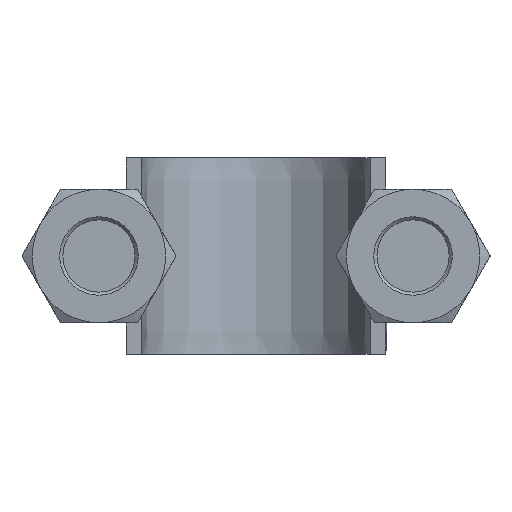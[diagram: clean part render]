
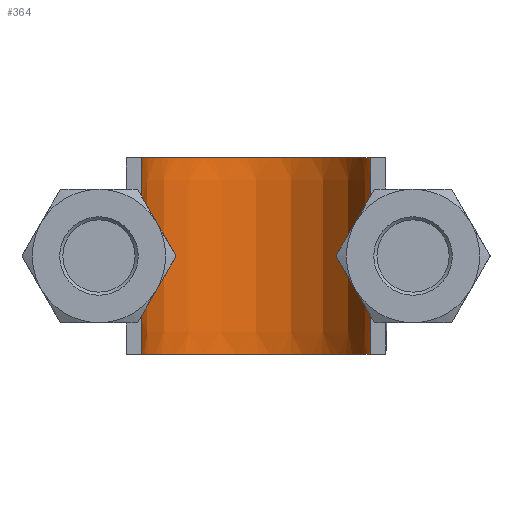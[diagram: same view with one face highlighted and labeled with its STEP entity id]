
A CAD part, front view. The second image highlights one B-rep face of the part: STEP entity #364.
In plain terms, the highlighted face is a extrusion surface.
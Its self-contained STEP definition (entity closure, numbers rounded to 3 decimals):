
#364 = ADVANCED_FACE( '', ( #440 ), #441, .T. );
#440 = FACE_OUTER_BOUND( '', #604, .T. );
#441 = SURFACE_OF_LINEAR_EXTRUSION( '', #605, #606 );
#604 = EDGE_LOOP( '', ( #1587, #1588, #1589, #1590 ) );
#605 = B_SPLINE_CURVE_WITH_KNOTS( '', 3, ( #1591, #1592, #1593, #1594, #1595, #1596, #1597, #1598, #1599, #1600, #1601, #1602, #1603, #1604, #1605, #1606 ), .UNSPECIFIED., .F., .F., ( 4, 3, 1, 1, 1, 1, 1, 1, 3, 4 ), ( 0.146, 1., 1.5, 2., 3., 4., 5., 5.5, 6., 6.854 ), .UNSPECIFIED. );
#606 = VECTOR( '', #1607, 1000. );
#1587 = ORIENTED_EDGE( '', *, *, #2084, .F. );
#1588 = ORIENTED_EDGE( '', *, *, #2088, .T. );
#1589 = ORIENTED_EDGE( '', *, *, #2089, .T. );
#1590 = ORIENTED_EDGE( '', *, *, #2090, .F. );
#1591 = CARTESIAN_POINT( '', ( -14.54, 70.72, -61.208 ) );
#1592 = CARTESIAN_POINT( '', ( -14.54, 75.303, -61.208 ) );
#1593 = CARTESIAN_POINT( '', ( -14.54, 79.887, -61.208 ) );
#1594 = CARTESIAN_POINT( '', ( -14.54, 84.47, -61.208 ) );
#1595 = CARTESIAN_POINT( '', ( -14.54, 85.971, -61.208 ) );
#1596 = CARTESIAN_POINT( '', ( -14.042, 89.041, -61.208 ) );
#1597 = CARTESIAN_POINT( '', ( -11.271, 94.533, -61.208 ) );
#1598 = CARTESIAN_POINT( '', ( -4.798, 99.24, -61.208 ) );
#1599 = CARTESIAN_POINT( '', ( 4.798, 99.24, -61.208 ) );
#1600 = CARTESIAN_POINT( '', ( 11.271, 94.533, -61.208 ) );
#1601 = CARTESIAN_POINT( '', ( 14.042, 89.041, -61.208 ) );
#1602 = CARTESIAN_POINT( '', ( 14.54, 85.971, -61.208 ) );
#1603 = CARTESIAN_POINT( '', ( 14.54, 84.47, -61.208 ) );
#1604 = CARTESIAN_POINT( '', ( 14.54, 79.887, -61.208 ) );
#1605 = CARTESIAN_POINT( '', ( 14.54, 75.303, -61.208 ) );
#1606 = CARTESIAN_POINT( '', ( 14.54, 70.72, -61.208 ) );
#1607 = DIRECTION( '', ( 0., 0., 1. ) );
#2084 = EDGE_CURVE( '', #2224, #2226, #2227, .T. );
#2088 = EDGE_CURVE( '', #2224, #2233, #2234, .T. );
#2089 = EDGE_CURVE( '', #2233, #2235, #2236, .T. );
#2090 = EDGE_CURVE( '', #2226, #2235, #2237, .T. );
#2224 = VERTEX_POINT( '', #2457 );
#2226 = VERTEX_POINT( '', #2460 );
#2227 = LINE( '', #2461, #2462 );
#2233 = VERTEX_POINT( '', #2508 );
#2234 = B_SPLINE_CURVE_WITH_KNOTS( '', 3, ( #2509, #2510, #2511, #2512, #2513, #2514, #2515, #2516, #2517, #2518, #2519, #2520, #2521, #2522, #2523, #2524 ), .UNSPECIFIED., .F., .F., ( 4, 3, 1, 1, 1, 1, 1, 1, 3, 4 ), ( 0.146, 1., 1.5, 2., 3., 4., 5., 5.5, 6., 6.854 ), .UNSPECIFIED. );
#2235 = VERTEX_POINT( '', #2525 );
#2236 = LINE( '', #2526, #2527 );
#2237 = B_SPLINE_CURVE_WITH_KNOTS( '', 3, ( #2528, #2529, #2530, #2531, #2532, #2533, #2534, #2535, #2536, #2537, #2538, #2539, #2540, #2541, #2542, #2543 ), .UNSPECIFIED., .F., .F., ( 4, 3, 1, 1, 1, 1, 1, 1, 3, 4 ), ( 0.146, 1., 1.5, 2., 3., 4., 5., 5.5, 6., 6.854 ), .UNSPECIFIED. );
#2457 = CARTESIAN_POINT( '', ( -14.54, 70.72, -12.5 ) );
#2460 = CARTESIAN_POINT( '', ( -14.54, 70.72, 12.5 ) );
#2461 = CARTESIAN_POINT( '', ( -14.54, 70.72, -61.208 ) );
#2462 = VECTOR( '', #3036, 1000. );
#2508 = CARTESIAN_POINT( '', ( 14.54, 70.72, -12.5 ) );
#2509 = CARTESIAN_POINT( '', ( -14.54, 70.72, -12.5 ) );
#2510 = CARTESIAN_POINT( '', ( -14.54, 75.303, -12.5 ) );
#2511 = CARTESIAN_POINT( '', ( -14.54, 79.887, -12.5 ) );
#2512 = CARTESIAN_POINT( '', ( -14.54, 84.47, -12.5 ) );
#2513 = CARTESIAN_POINT( '', ( -14.54, 85.971, -12.5 ) );
#2514 = CARTESIAN_POINT( '', ( -14.042, 89.041, -12.5 ) );
#2515 = CARTESIAN_POINT( '', ( -11.271, 94.533, -12.5 ) );
#2516 = CARTESIAN_POINT( '', ( -4.798, 99.24, -12.5 ) );
#2517 = CARTESIAN_POINT( '', ( 4.798, 99.24, -12.5 ) );
#2518 = CARTESIAN_POINT( '', ( 11.271, 94.533, -12.5 ) );
#2519 = CARTESIAN_POINT( '', ( 14.042, 89.041, -12.5 ) );
#2520 = CARTESIAN_POINT( '', ( 14.54, 85.971, -12.5 ) );
#2521 = CARTESIAN_POINT( '', ( 14.54, 84.47, -12.5 ) );
#2522 = CARTESIAN_POINT( '', ( 14.54, 79.887, -12.5 ) );
#2523 = CARTESIAN_POINT( '', ( 14.54, 75.303, -12.5 ) );
#2524 = CARTESIAN_POINT( '', ( 14.54, 70.72, -12.5 ) );
#2525 = CARTESIAN_POINT( '', ( 14.54, 70.72, 12.5 ) );
#2526 = CARTESIAN_POINT( '', ( 14.54, 70.72, -61.208 ) );
#2527 = VECTOR( '', #3038, 1000. );
#2528 = CARTESIAN_POINT( '', ( -14.54, 70.72, 12.5 ) );
#2529 = CARTESIAN_POINT( '', ( -14.54, 75.303, 12.5 ) );
#2530 = CARTESIAN_POINT( '', ( -14.54, 79.887, 12.5 ) );
#2531 = CARTESIAN_POINT( '', ( -14.54, 84.47, 12.5 ) );
#2532 = CARTESIAN_POINT( '', ( -14.54, 85.971, 12.5 ) );
#2533 = CARTESIAN_POINT( '', ( -14.042, 89.041, 12.5 ) );
#2534 = CARTESIAN_POINT( '', ( -11.271, 94.533, 12.5 ) );
#2535 = CARTESIAN_POINT( '', ( -4.798, 99.24, 12.5 ) );
#2536 = CARTESIAN_POINT( '', ( 4.798, 99.24, 12.5 ) );
#2537 = CARTESIAN_POINT( '', ( 11.271, 94.533, 12.5 ) );
#2538 = CARTESIAN_POINT( '', ( 14.042, 89.041, 12.5 ) );
#2539 = CARTESIAN_POINT( '', ( 14.54, 85.971, 12.5 ) );
#2540 = CARTESIAN_POINT( '', ( 14.54, 84.47, 12.5 ) );
#2541 = CARTESIAN_POINT( '', ( 14.54, 79.887, 12.5 ) );
#2542 = CARTESIAN_POINT( '', ( 14.54, 75.303, 12.5 ) );
#2543 = CARTESIAN_POINT( '', ( 14.54, 70.72, 12.5 ) );
#3036 = DIRECTION( '', ( 0., 0., 1. ) );
#3038 = DIRECTION( '', ( 0., 0., 1. ) );
